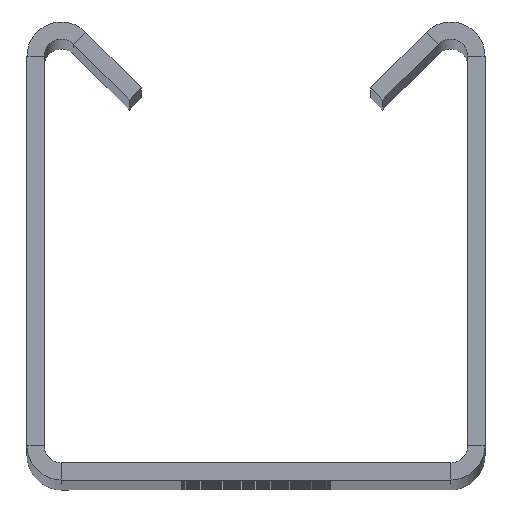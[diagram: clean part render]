
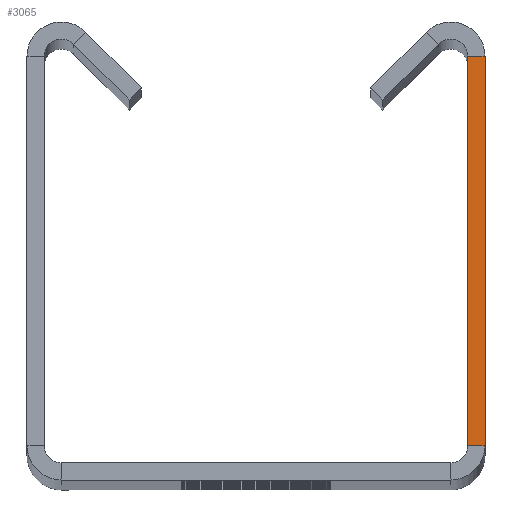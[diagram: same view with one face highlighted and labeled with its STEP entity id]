
A CAD part, top view. The second image highlights one B-rep face of the part: STEP entity #3065.
In plain terms, the highlighted planar face has unit normal (0, 0, 1).
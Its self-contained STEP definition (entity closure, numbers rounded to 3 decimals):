
#144=PLANE('',#3370);
#297=FACE_OUTER_BOUND('',#465,.T.);
#465=EDGE_LOOP('',(#2561,#2562,#2563,#2564));
#791=LINE('',#5043,#1091);
#797=LINE('',#5055,#1097);
#804=LINE('',#5075,#1104);
#806=LINE('',#5080,#1106);
#1091=VECTOR('',#4151,10.);
#1097=VECTOR('',#4161,10.);
#1104=VECTOR('',#4186,10.);
#1106=VECTOR('',#4192,10.);
#1522=VERTEX_POINT('',#5028);
#1526=VERTEX_POINT('',#5041);
#1530=VERTEX_POINT('',#5053);
#1532=VERTEX_POINT('',#5066);
#1930=EDGE_CURVE('',#1526,#1522,#791,.T.);
#1936=EDGE_CURVE('',#1526,#1530,#797,.T.);
#1946=EDGE_CURVE('',#1530,#1532,#804,.T.);
#1949=EDGE_CURVE('',#1532,#1522,#806,.T.);
#2561=ORIENTED_EDGE('',*,*,#1930,.F.);
#2562=ORIENTED_EDGE('',*,*,#1936,.T.);
#2563=ORIENTED_EDGE('',*,*,#1946,.T.);
#2564=ORIENTED_EDGE('',*,*,#1949,.T.);
#3065=ADVANCED_FACE('',(#297),#144,.T.);
#3370=AXIS2_PLACEMENT_3D('',#5079,#4190,#4191);
#4151=DIRECTION('',(1.,0.,0.));
#4161=DIRECTION('',(0.,-1.,0.));
#4186=DIRECTION('',(1.,0.,0.));
#4190=DIRECTION('center_axis',(0.,0.,1.));
#4191=DIRECTION('ref_axis',(0.707,-0.707,0.));
#4192=DIRECTION('',(0.,1.,0.));
#5028=CARTESIAN_POINT('',(0.,37.,500.));
#5041=CARTESIAN_POINT('',(-1.5,37.,500.));
#5043=CARTESIAN_POINT('',(-0.42,37.,500.));
#5053=CARTESIAN_POINT('',(-1.5,3.,500.));
#5055=CARTESIAN_POINT('',(-1.5,-83.775,500.));
#5066=CARTESIAN_POINT('',(0.,3.,500.));
#5075=CARTESIAN_POINT('',(-0.42,3.,500.));
#5079=CARTESIAN_POINT('Origin',(0.,-76.875,500.));
#5080=CARTESIAN_POINT('',(0.,-83.775,500.));
